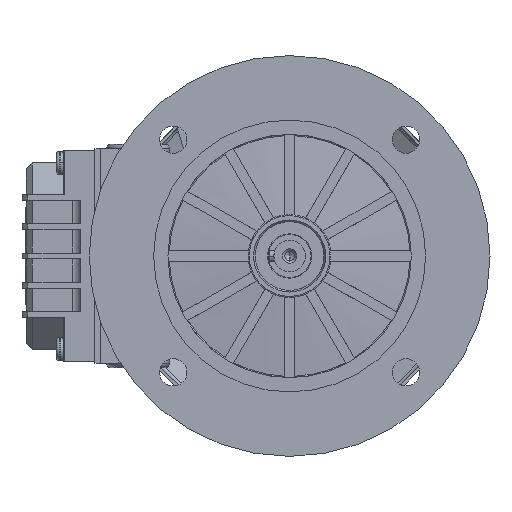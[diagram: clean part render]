
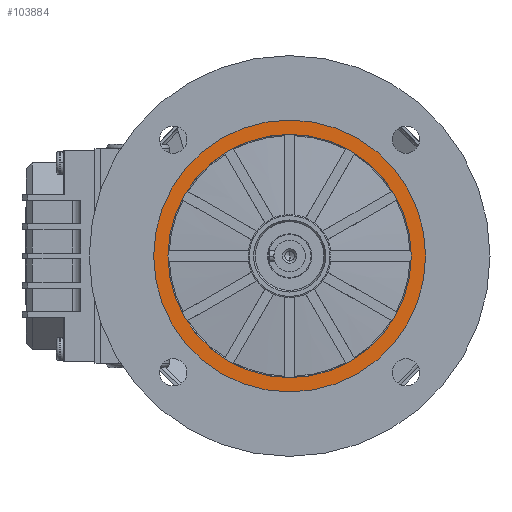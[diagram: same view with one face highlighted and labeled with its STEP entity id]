
A CAD part, left-side view. The second image highlights one B-rep face of the part: STEP entity #103884.
In plain terms, the highlighted planar face has unit normal (-1, 0, 0).
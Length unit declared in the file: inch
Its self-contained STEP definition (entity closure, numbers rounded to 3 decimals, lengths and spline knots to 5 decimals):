
#261 = EDGE_CURVE ( 'NONE', #318, #36678, #106088, .T. ) ;
#318 = VERTEX_POINT ( 'NONE', #23905 ) ;
#7048 = EDGE_LOOP ( 'NONE', ( #38579, #98278, #112696 ) ) ;
#8517 = VERTEX_POINT ( 'NONE', #99257 ) ;
#9252 = VERTEX_POINT ( 'NONE', #94516 ) ;
#12089 = DIRECTION ( 'NONE',  ( 0., 0., 1. ) ) ;
#12713 = FACE_OUTER_BOUND ( 'NONE', #37190, .T. ) ;
#13730 = CARTESIAN_POINT ( 'NONE',  ( -3.26772, -1.87008, 0. ) ) ;
#19712 = CARTESIAN_POINT ( 'NONE',  ( -3.26772, 0., 1.87008 ) ) ;
#19969 = EDGE_CURVE ( 'NONE', #117563, #9252, #28249, .T. ) ;
#20914 = DIRECTION ( 'NONE',  ( 1., 0., 0. ) ) ;
#21993 = CARTESIAN_POINT ( 'NONE',  ( -3.26772, 0., 0. ) ) ;
#23905 = CARTESIAN_POINT ( 'NONE',  ( -3.26772, 1.67323, 0. ) ) ;
#24622 = CIRCLE ( 'NONE', #110717, 1.67323 ) ;
#25130 = DIRECTION ( 'NONE',  ( 1., 0., 0. ) ) ;
#25746 = DIRECTION ( 'NONE',  ( 0., 0., 1. ) ) ;
#26314 = AXIS2_PLACEMENT_3D ( 'NONE', #19712, #106221, #31595 ) ;
#27949 = EDGE_CURVE ( 'NONE', #36678, #8517, #24622, .T. ) ;
#28249 = CIRCLE ( 'NONE', #44214, 1.87008 ) ;
#29797 = CIRCLE ( 'NONE', #91772, 1.67323 ) ;
#30187 = DIRECTION ( 'NONE',  ( 0., 0., 1. ) ) ;
#31595 = DIRECTION ( 'NONE',  ( 0., 0., 1. ) ) ;
#34570 = DIRECTION ( 'NONE',  ( 0., 0., 1. ) ) ;
#34732 = CARTESIAN_POINT ( 'NONE',  ( -3.26772, 0., 0. ) ) ;
#35828 = CARTESIAN_POINT ( 'NONE',  ( -3.26772, 0., 0. ) ) ;
#36678 = VERTEX_POINT ( 'NONE', #102476 ) ;
#37190 = EDGE_LOOP ( 'NONE', ( #100734, #40414, #119679 ) ) ;
#38579 = ORIENTED_EDGE ( 'NONE', *, *, #120137, .T. ) ;
#39690 = AXIS2_PLACEMENT_3D ( 'NONE', #34732, #109998, #62350 ) ;
#40414 = ORIENTED_EDGE ( 'NONE', *, *, #117354, .F. ) ;
#43516 = VERTEX_POINT ( 'NONE', #50146 ) ;
#44214 = AXIS2_PLACEMENT_3D ( 'NONE', #112636, #46787, #65007 ) ;
#46787 = DIRECTION ( 'NONE',  ( 1., 0., 0. ) ) ;
#48348 = EDGE_CURVE ( 'NONE', #9252, #43516, #113802, .T. ) ;
#48504 = FACE_BOUND ( 'NONE', #7048, .T. ) ;
#50146 = CARTESIAN_POINT ( 'NONE',  ( -3.26772, 0., 1.87008 ) ) ;
#53246 = AXIS2_PLACEMENT_3D ( 'NONE', #35828, #120455, #34570 ) ;
#59002 = DIRECTION ( 'NONE',  ( 1., 0., 0. ) ) ;
#62350 = DIRECTION ( 'NONE',  ( 0., 0., 1. ) ) ;
#65007 = DIRECTION ( 'NONE',  ( 0., 0., 1. ) ) ;
#67993 = PLANE ( 'NONE',  #26314 ) ;
#68057 = AXIS2_PLACEMENT_3D ( 'NONE', #117358, #25130, #25746 ) ;
#90429 = CARTESIAN_POINT ( 'NONE',  ( -3.26772, 0., 0. ) ) ;
#91302 = CIRCLE ( 'NONE', #53246, 1.87008 ) ;
#91772 = AXIS2_PLACEMENT_3D ( 'NONE', #21993, #59002, #30187 ) ;
#94516 = CARTESIAN_POINT ( 'NONE',  ( -3.26772, 1.87008, 0. ) ) ;
#98278 = ORIENTED_EDGE ( 'NONE', *, *, #261, .T. ) ;
#99257 = CARTESIAN_POINT ( 'NONE',  ( -3.26772, -1.67323, 0. ) ) ;
#100734 = ORIENTED_EDGE ( 'NONE', *, *, #19969, .F. ) ;
#102476 = CARTESIAN_POINT ( 'NONE',  ( -3.26772, 0., 1.67323 ) ) ;
#103884 = ADVANCED_FACE ( 'NONE', ( #12713, #48504 ), #67993, .T. ) ;
#106088 = CIRCLE ( 'NONE', #68057, 1.67323 ) ;
#106221 = DIRECTION ( 'NONE',  ( -1., 0., 0. ) ) ;
#109998 = DIRECTION ( 'NONE',  ( 1., 0., 0. ) ) ;
#110717 = AXIS2_PLACEMENT_3D ( 'NONE', #90429, #20914, #12089 ) ;
#112636 = CARTESIAN_POINT ( 'NONE',  ( -3.26772, 0., 0. ) ) ;
#112696 = ORIENTED_EDGE ( 'NONE', *, *, #27949, .T. ) ;
#113802 = CIRCLE ( 'NONE', #39690, 1.87008 ) ;
#117354 = EDGE_CURVE ( 'NONE', #43516, #117563, #91302, .T. ) ;
#117358 = CARTESIAN_POINT ( 'NONE',  ( -3.26772, 0., 0. ) ) ;
#117563 = VERTEX_POINT ( 'NONE', #13730 ) ;
#119679 = ORIENTED_EDGE ( 'NONE', *, *, #48348, .F. ) ;
#120137 = EDGE_CURVE ( 'NONE', #8517, #318, #29797, .T. ) ;
#120455 = DIRECTION ( 'NONE',  ( 1., 0., 0. ) ) ;
